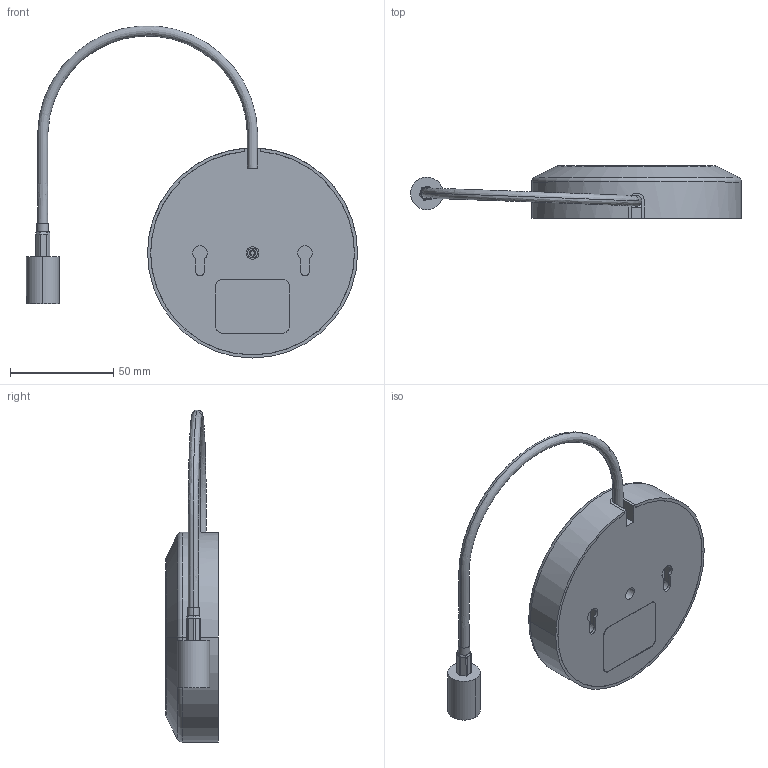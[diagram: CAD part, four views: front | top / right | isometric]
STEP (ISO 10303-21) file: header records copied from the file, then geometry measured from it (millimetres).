
FILE_DESCRIPTION (( 'STEP AP214' ), '1' );
FILE_NAME ('HG2408P.STEP', '2011-05-20T14:15:14', ( 'x' ), ( 'Microsoft' ), 'SwSTEP 2.0', 'SolidWorks 2010', '' );
FILE_SCHEMA (( 'AUTOMOTIVE_DESIGN' ));
Length unit declared in the file: inch
Products named in the file (6): HG2408P; HEATSH-HEX_stepd_195White; XF168-01; CONNECTOR REPRESENTATION; HG2408P_10INCH_195cable; XF167-01
Assembly tree (5 placements, depth 2):
  HG2408P
    XF168-01
    HEATSH-HEX_stepd_195White
    CONNECTOR REPRESENTATION
    XF167-01
    HG2408P_10INCH_195cable
Bounding box: 160.21 x 25.4 x 160.65 mm (x, y, z)
Volume: 9486.1 mm3; surface area: 52367.1 mm2
Topology: 3 solids, 5 shells, 176 faces, 426 edges, 267 vertices
Faces by surface type: cylinder 87, plane 63, cone 10, torus 8, sphere 6, bspline 2
Entity records: 11126 total; most frequent: CARTESIAN_POINT 4495, DIRECTION 951, ORIENTED_EDGE 840, EDGE_CURVE 422, AXIS2_PLACEMENT_3D 374, VERTEX_POINT 265, VECTOR 203, LINE 203
